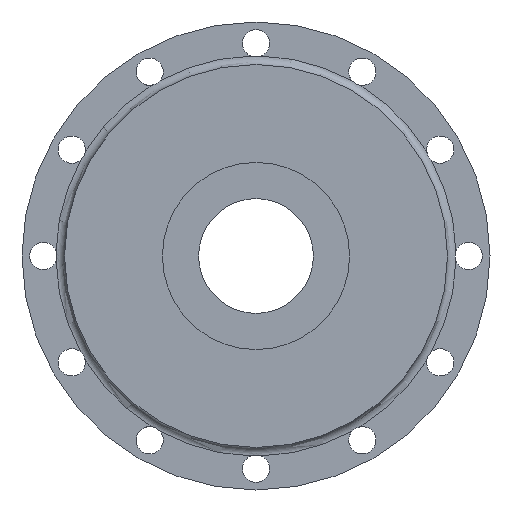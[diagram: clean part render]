
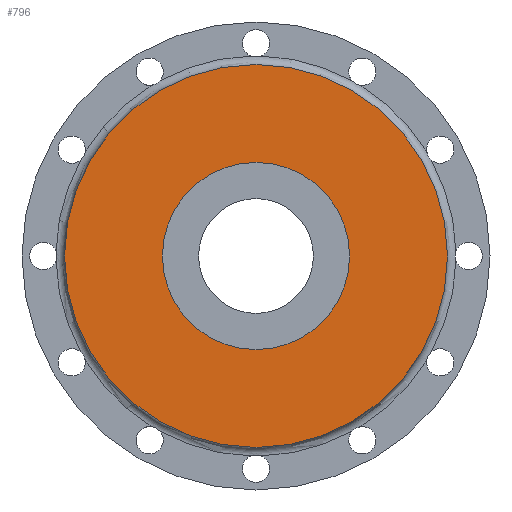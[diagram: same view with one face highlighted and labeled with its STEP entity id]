
A CAD part, front view. The second image highlights one B-rep face of the part: STEP entity #796.
In plain terms, the highlighted planar face has unit normal (0, -1, 0).
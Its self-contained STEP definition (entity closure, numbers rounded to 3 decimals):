
#41=FACE_BOUND('',#162,.T.);
#55=PLANE('',#936);
#95=FACE_OUTER_BOUND('',#161,.T.);
#161=EDGE_LOOP('',(#725));
#162=EDGE_LOOP('',(#726));
#280=CIRCLE('',#886,45.);
#305=CIRCLE('',#935,22.);
#357=VERTEX_POINT('',#1449);
#382=VERTEX_POINT('',#1535);
#460=EDGE_CURVE('',#357,#357,#280,.T.);
#497=EDGE_CURVE('',#382,#382,#305,.T.);
#725=ORIENTED_EDGE('',*,*,#460,.F.);
#726=ORIENTED_EDGE('',*,*,#497,.T.);
#796=ADVANCED_FACE('',(#95,#41),#55,.T.);
#886=AXIS2_PLACEMENT_3D('',#1451,#1083,#1084);
#935=AXIS2_PLACEMENT_3D('',#1537,#1193,#1194);
#936=AXIS2_PLACEMENT_3D('',#1538,#1195,#1196);
#1083=DIRECTION('center_axis',(0.,1.,0.));
#1084=DIRECTION('ref_axis',(1.,0.,0.));
#1193=DIRECTION('center_axis',(0.,1.,0.));
#1194=DIRECTION('ref_axis',(1.,0.,0.));
#1195=DIRECTION('center_axis',(0.,-1.,0.));
#1196=DIRECTION('ref_axis',(0.,0.,-1.));
#1449=CARTESIAN_POINT('',(0.,0.,-45.));
#1451=CARTESIAN_POINT('Origin',(0.,0.,0.));
#1535=CARTESIAN_POINT('',(0.,0.,-22.));
#1537=CARTESIAN_POINT('Origin',(0.,0.,0.));
#1538=CARTESIAN_POINT('Origin',(0.,0.,45.));
